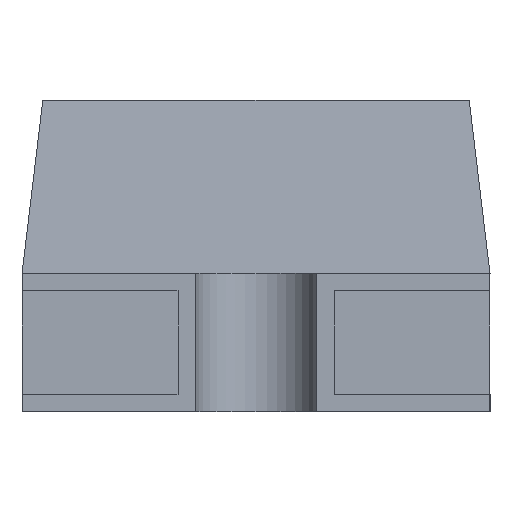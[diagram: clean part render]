
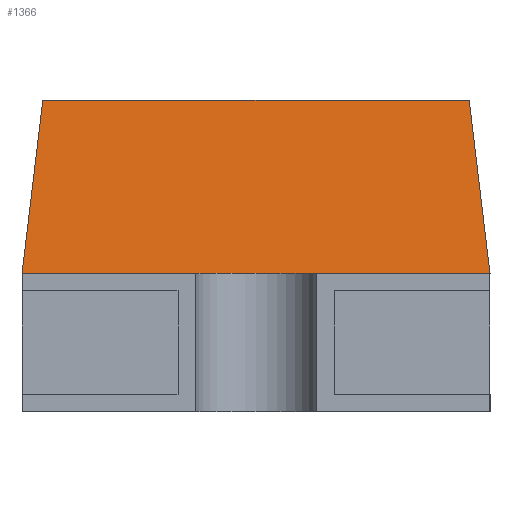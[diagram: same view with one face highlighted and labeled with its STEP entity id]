
A CAD part, left-side view. The second image highlights one B-rep face of the part: STEP entity #1366.
In plain terms, the highlighted planar face has unit normal (-0.993, 0, 0.122).
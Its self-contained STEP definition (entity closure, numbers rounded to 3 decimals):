
#1224=CARTESIAN_POINT('',(-0.7,0.675,0.4));
#1225=VERTEX_POINT('',#1224);
#1226=CARTESIAN_POINT('',(-0.639,0.615,0.9));
#1227=VERTEX_POINT('',#1226);
#1228=CARTESIAN_POINT('',(-0.7,0.675,0.4));
#1229=DIRECTION('',(0.121,-0.118,0.986));
#1230=VECTOR('',#1229,0.507);
#1231=LINE('',#1228,#1230);
#1232=EDGE_CURVE('',#1225,#1227,#1231,.T.);
#1295=CARTESIAN_POINT('',(-0.639,-0.615,0.9));
#1296=VERTEX_POINT('',#1295);
#1297=CARTESIAN_POINT('',(-0.7,-0.675,0.4));
#1298=VERTEX_POINT('',#1297);
#1299=CARTESIAN_POINT('',(-0.639,-0.615,0.9));
#1300=DIRECTION('',(-0.121,-0.118,-0.986));
#1301=VECTOR('',#1300,0.507);
#1302=LINE('',#1299,#1301);
#1303=EDGE_CURVE('',#1296,#1298,#1302,.T.);
#1327=CARTESIAN_POINT('',(-0.639,-0.615,0.9));
#1328=DIRECTION('',(0.0,1.0,0.0));
#1329=VECTOR('',#1328,1.23);
#1330=LINE('',#1327,#1329);
#1331=EDGE_CURVE('',#1296,#1227,#1330,.T.);
#1346=CARTESIAN_POINT('',(-0.7,-0.675,0.4));
#1347=DIRECTION('',(0.0,1.0,0.0));
#1348=VECTOR('',#1347,1.35);
#1349=LINE('',#1346,#1348);
#1350=EDGE_CURVE('',#1298,#1225,#1349,.T.);
#1355=CARTESIAN_POINT('',(-0.639,-0.675,0.9));
#1356=DIRECTION('',(-0.993,0.,0.122));
#1357=DIRECTION('',(0.122,0.0,0.993));
#1358=AXIS2_PLACEMENT_3D('',#1355,#1356,#1357);
#1359=PLANE('',#1358);
#1360=ORIENTED_EDGE('',*,*,#1232,.F.);
#1361=ORIENTED_EDGE('',*,*,#1350,.F.);
#1362=ORIENTED_EDGE('',*,*,#1303,.F.);
#1363=ORIENTED_EDGE('',*,*,#1331,.T.);
#1364=EDGE_LOOP('',(#1360,#1361,#1362,#1363));
#1365=FACE_OUTER_BOUND('',#1364,.T.);
#1366=ADVANCED_FACE('',(#1365),#1359,.T.);
